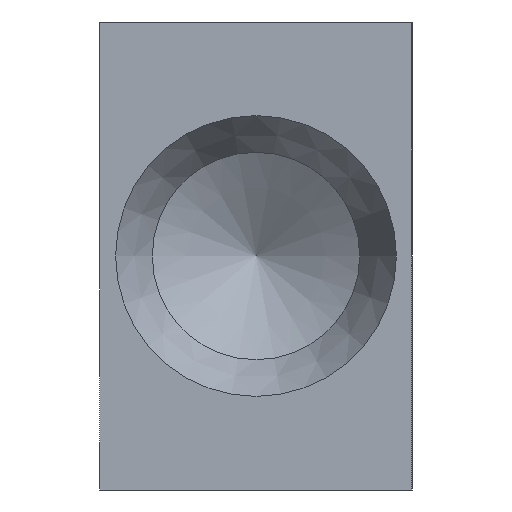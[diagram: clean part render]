
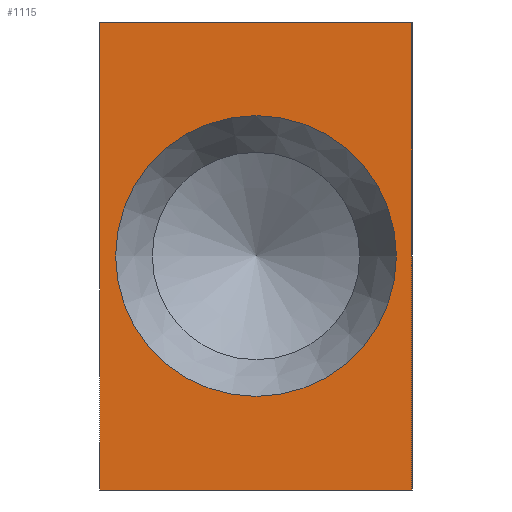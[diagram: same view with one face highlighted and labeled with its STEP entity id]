
A CAD part, left-side view. The second image highlights one B-rep face of the part: STEP entity #1115.
In plain terms, the highlighted planar face has unit normal (-1, 0, 0).
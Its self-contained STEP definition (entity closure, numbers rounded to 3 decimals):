
#160 = PLANE('',#161);
#161 = AXIS2_PLACEMENT_3D('',#162,#163,#164);
#162 = CARTESIAN_POINT('',(0.,-5.,-7.5));
#163 = DIRECTION('',(0.,-1.,0.));
#164 = DIRECTION('',(1.,0.,0.));
#399 = VERTEX_POINT('',#400);
#400 = CARTESIAN_POINT('',(0.,-5.,7.5));
#414 = PLANE('',#415);
#415 = AXIS2_PLACEMENT_3D('',#416,#417,#418);
#416 = CARTESIAN_POINT('',(0.,-5.,7.5));
#417 = DIRECTION('',(0.,0.,1.));
#418 = DIRECTION('',(0.,1.,0.));
#426 = EDGE_CURVE('',#427,#399,#429,.T.);
#427 = VERTEX_POINT('',#428);
#428 = CARTESIAN_POINT('',(0.,-5.,-7.5));
#429 = SURFACE_CURVE('',#430,(#434,#441),.PCURVE_S1.);
#430 = LINE('',#431,#432);
#431 = CARTESIAN_POINT('',(0.,-5.,-7.5));
#432 = VECTOR('',#433,1.);
#433 = DIRECTION('',(0.,0.,1.));
#434 = PCURVE('',#160,#435);
#435 = DEFINITIONAL_REPRESENTATION('',(#436),#440);
#436 = LINE('',#437,#438);
#437 = CARTESIAN_POINT('',(0.,0.));
#438 = VECTOR('',#439,1.);
#439 = DIRECTION('',(0.,1.));
#440 = ( GEOMETRIC_REPRESENTATION_CONTEXT(2) 
PARAMETRIC_REPRESENTATION_CONTEXT() REPRESENTATION_CONTEXT('2D SPACE',''
  ) );
#441 = PCURVE('',#442,#447);
#442 = PLANE('',#443);
#443 = AXIS2_PLACEMENT_3D('',#444,#445,#446);
#444 = CARTESIAN_POINT('',(0.,0.,10.));
#445 = DIRECTION('',(-1.,0.,0.));
#446 = DIRECTION('',(0.,-1.,0.));
#447 = DEFINITIONAL_REPRESENTATION('',(#448),#452);
#448 = LINE('',#449,#450);
#449 = CARTESIAN_POINT('',(5.,-17.5));
#450 = VECTOR('',#451,1.);
#451 = DIRECTION('',(0.,1.));
#452 = ( GEOMETRIC_REPRESENTATION_CONTEXT(2) 
PARAMETRIC_REPRESENTATION_CONTEXT() REPRESENTATION_CONTEXT('2D SPACE',''
  ) );
#468 = PLANE('',#469);
#469 = AXIS2_PLACEMENT_3D('',#470,#471,#472);
#470 = CARTESIAN_POINT('',(0.,5.,-7.5));
#471 = DIRECTION('',(0.,0.,-1.));
#472 = DIRECTION('',(0.,-1.,0.));
#546 = PLANE('',#547);
#547 = AXIS2_PLACEMENT_3D('',#548,#549,#550);
#548 = CARTESIAN_POINT('',(0.,5.,7.5));
#549 = DIRECTION('',(0.,1.,0.));
#550 = DIRECTION('',(-1.,0.,0.));
#615 = VERTEX_POINT('',#616);
#616 = CARTESIAN_POINT('',(0.,5.,-7.5));
#637 = EDGE_CURVE('',#638,#615,#640,.T.);
#638 = VERTEX_POINT('',#639);
#639 = CARTESIAN_POINT('',(0.,5.,7.5));
#640 = SURFACE_CURVE('',#641,(#645,#652),.PCURVE_S1.);
#641 = LINE('',#642,#643);
#642 = CARTESIAN_POINT('',(0.,5.,7.5));
#643 = VECTOR('',#644,1.);
#644 = DIRECTION('',(0.,0.,-1.));
#645 = PCURVE('',#546,#646);
#646 = DEFINITIONAL_REPRESENTATION('',(#647),#651);
#647 = LINE('',#648,#649);
#648 = CARTESIAN_POINT('',(0.,0.));
#649 = VECTOR('',#650,1.);
#650 = DIRECTION('',(0.,-1.));
#651 = ( GEOMETRIC_REPRESENTATION_CONTEXT(2) 
PARAMETRIC_REPRESENTATION_CONTEXT() REPRESENTATION_CONTEXT('2D SPACE',''
  ) );
#652 = PCURVE('',#442,#653);
#653 = DEFINITIONAL_REPRESENTATION('',(#654),#658);
#654 = LINE('',#655,#656);
#655 = CARTESIAN_POINT('',(-5.,-2.5));
#656 = VECTOR('',#657,1.);
#657 = DIRECTION('',(0.,-1.));
#658 = ( GEOMETRIC_REPRESENTATION_CONTEXT(2) 
PARAMETRIC_REPRESENTATION_CONTEXT() REPRESENTATION_CONTEXT('2D SPACE',''
  ) );
#791 = EDGE_CURVE('',#792,#792,#794,.T.);
#792 = VERTEX_POINT('',#793);
#793 = CARTESIAN_POINT('',(0.,-4.5,0.)
  );
#794 = SURFACE_CURVE('',#795,(#800,#834),.PCURVE_S1.);
#795 = CIRCLE('',#796,4.5);
#796 = AXIS2_PLACEMENT_3D('',#797,#798,#799);
#797 = CARTESIAN_POINT('',(0.,0.,
    0.));
#798 = DIRECTION('',(1.,0.,0.));
#799 = DIRECTION('',(0.,-1.,0.));
#800 = PCURVE('',#801,#806);
#801 = CONICAL_SURFACE('',#802,3.912,0.524);
#802 = AXIS2_PLACEMENT_3D('',#803,#804,#805);
#803 = CARTESIAN_POINT('',(1.019,0.,
    0.));
#804 = DIRECTION('',(-1.,0.,0.));
#805 = DIRECTION('',(0.,-1.,0.));
#806 = DEFINITIONAL_REPRESENTATION('',(#807),#833);
#807 = B_SPLINE_CURVE_WITH_KNOTS('',3,(#808,#809,#810,#811,#812,#813,
    #814,#815,#816,#817,#818,#819,#820,#821,#822,#823,#824,#825,#826,
    #827,#828,#829,#830,#831,#832),.UNSPECIFIED.,.F.,.F.,(4,1,1,1,1,1,1,
    1,1,1,1,1,1,1,1,1,1,1,1,1,1,1,4),(0.,0.286,
    0.571,0.857,1.142,1.428,
    1.714,1.999,2.285,2.57,
    2.856,3.142,3.427,3.713,
    3.998,4.284,4.57,4.855,
    5.141,5.426,5.712,5.998,
    6.283),.QUASI_UNIFORM_KNOTS.);
#808 = CARTESIAN_POINT('',(6.283,1.019));
#809 = CARTESIAN_POINT('',(6.188,1.019));
#810 = CARTESIAN_POINT('',(5.998,1.019));
#811 = CARTESIAN_POINT('',(5.712,1.019));
#812 = CARTESIAN_POINT('',(5.426,1.019));
#813 = CARTESIAN_POINT('',(5.141,1.019));
#814 = CARTESIAN_POINT('',(4.855,1.019));
#815 = CARTESIAN_POINT('',(4.57,1.019));
#816 = CARTESIAN_POINT('',(4.284,1.019));
#817 = CARTESIAN_POINT('',(3.998,1.019));
#818 = CARTESIAN_POINT('',(3.713,1.019));
#819 = CARTESIAN_POINT('',(3.427,1.019));
#820 = CARTESIAN_POINT('',(3.142,1.019));
#821 = CARTESIAN_POINT('',(2.856,1.019));
#822 = CARTESIAN_POINT('',(2.57,1.019));
#823 = CARTESIAN_POINT('',(2.285,1.019));
#824 = CARTESIAN_POINT('',(1.999,1.019));
#825 = CARTESIAN_POINT('',(1.714,1.019));
#826 = CARTESIAN_POINT('',(1.428,1.019));
#827 = CARTESIAN_POINT('',(1.142,1.019));
#828 = CARTESIAN_POINT('',(0.857,1.019));
#829 = CARTESIAN_POINT('',(0.571,1.019));
#830 = CARTESIAN_POINT('',(0.286,1.019));
#831 = CARTESIAN_POINT('',(0.095,1.019));
#832 = CARTESIAN_POINT('',(0.,1.019));
#833 = ( GEOMETRIC_REPRESENTATION_CONTEXT(2) 
PARAMETRIC_REPRESENTATION_CONTEXT() REPRESENTATION_CONTEXT('2D SPACE',''
  ) );
#834 = PCURVE('',#442,#835);
#835 = DEFINITIONAL_REPRESENTATION('',(#836),#844);
#836 = ( BOUNDED_CURVE() B_SPLINE_CURVE(2,(#837,#838,#839,#840,#841,#842
,#843),.UNSPECIFIED.,.T.,.F.) B_SPLINE_CURVE_WITH_KNOTS((1,2,2,2,2,1),(
    -2.094,0.,2.094,4.189,6.283,
8.378),.UNSPECIFIED.) CURVE() GEOMETRIC_REPRESENTATION_ITEM() 
RATIONAL_B_SPLINE_CURVE((1.,0.5,1.,0.5,1.,0.5,1.)) REPRESENTATION_ITEM(
  '') );
#837 = CARTESIAN_POINT('',(4.5,-10.));
#838 = CARTESIAN_POINT('',(4.5,-17.794));
#839 = CARTESIAN_POINT('',(-2.25,-13.897));
#840 = CARTESIAN_POINT('',(-9.,-10.));
#841 = CARTESIAN_POINT('',(-2.25,-6.103));
#842 = CARTESIAN_POINT('',(4.5,-2.206));
#843 = CARTESIAN_POINT('',(4.5,-10.));
#844 = ( GEOMETRIC_REPRESENTATION_CONTEXT(2) 
PARAMETRIC_REPRESENTATION_CONTEXT() REPRESENTATION_CONTEXT('2D SPACE',''
  ) );
#1013 = EDGE_CURVE('',#399,#638,#1014,.T.);
#1014 = SURFACE_CURVE('',#1015,(#1019,#1026),.PCURVE_S1.);
#1015 = LINE('',#1016,#1017);
#1016 = CARTESIAN_POINT('',(0.,-5.,7.5));
#1017 = VECTOR('',#1018,1.);
#1018 = DIRECTION('',(0.,1.,0.));
#1019 = PCURVE('',#414,#1020);
#1020 = DEFINITIONAL_REPRESENTATION('',(#1021),#1025);
#1021 = LINE('',#1022,#1023);
#1022 = CARTESIAN_POINT('',(0.,0.));
#1023 = VECTOR('',#1024,1.);
#1024 = DIRECTION('',(1.,0.));
#1025 = ( GEOMETRIC_REPRESENTATION_CONTEXT(2) 
PARAMETRIC_REPRESENTATION_CONTEXT() REPRESENTATION_CONTEXT('2D SPACE',''
  ) );
#1026 = PCURVE('',#442,#1027);
#1027 = DEFINITIONAL_REPRESENTATION('',(#1028),#1032);
#1028 = LINE('',#1029,#1030);
#1029 = CARTESIAN_POINT('',(5.,-2.5));
#1030 = VECTOR('',#1031,1.);
#1031 = DIRECTION('',(-1.,0.));
#1032 = ( GEOMETRIC_REPRESENTATION_CONTEXT(2) 
PARAMETRIC_REPRESENTATION_CONTEXT() REPRESENTATION_CONTEXT('2D SPACE',''
  ) );
#1087 = EDGE_CURVE('',#615,#427,#1088,.T.);
#1088 = SURFACE_CURVE('',#1089,(#1093,#1100),.PCURVE_S1.);
#1089 = LINE('',#1090,#1091);
#1090 = CARTESIAN_POINT('',(0.,5.,-7.5));
#1091 = VECTOR('',#1092,1.);
#1092 = DIRECTION('',(0.,-1.,0.));
#1093 = PCURVE('',#468,#1094);
#1094 = DEFINITIONAL_REPRESENTATION('',(#1095),#1099);
#1095 = LINE('',#1096,#1097);
#1096 = CARTESIAN_POINT('',(0.,0.));
#1097 = VECTOR('',#1098,1.);
#1098 = DIRECTION('',(1.,0.));
#1099 = ( GEOMETRIC_REPRESENTATION_CONTEXT(2) 
PARAMETRIC_REPRESENTATION_CONTEXT() REPRESENTATION_CONTEXT('2D SPACE',''
  ) );
#1100 = PCURVE('',#442,#1101);
#1101 = DEFINITIONAL_REPRESENTATION('',(#1102),#1106);
#1102 = LINE('',#1103,#1104);
#1103 = CARTESIAN_POINT('',(-5.,-17.5));
#1104 = VECTOR('',#1105,1.);
#1105 = DIRECTION('',(1.,0.));
#1106 = ( GEOMETRIC_REPRESENTATION_CONTEXT(2) 
PARAMETRIC_REPRESENTATION_CONTEXT() REPRESENTATION_CONTEXT('2D SPACE',''
  ) );
#1115 = ADVANCED_FACE('',(#1116,#1122),#442,.T.);
#1116 = FACE_BOUND('',#1117,.T.);
#1117 = EDGE_LOOP('',(#1118,#1119,#1120,#1121));
#1118 = ORIENTED_EDGE('',*,*,#426,.T.);
#1119 = ORIENTED_EDGE('',*,*,#1013,.T.);
#1120 = ORIENTED_EDGE('',*,*,#637,.T.);
#1121 = ORIENTED_EDGE('',*,*,#1087,.T.);
#1122 = FACE_BOUND('',#1123,.T.);
#1123 = EDGE_LOOP('',(#1124));
#1124 = ORIENTED_EDGE('',*,*,#791,.T.);
